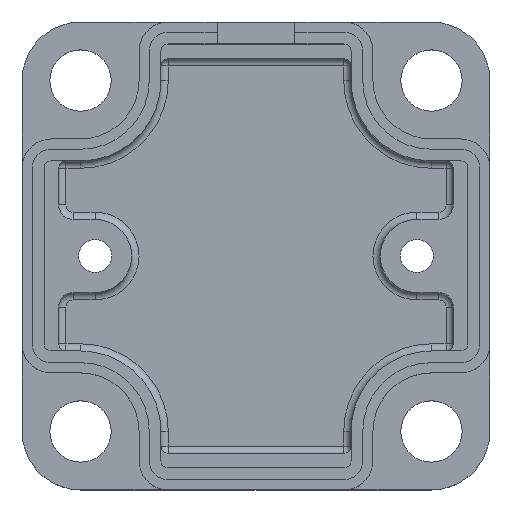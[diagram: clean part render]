
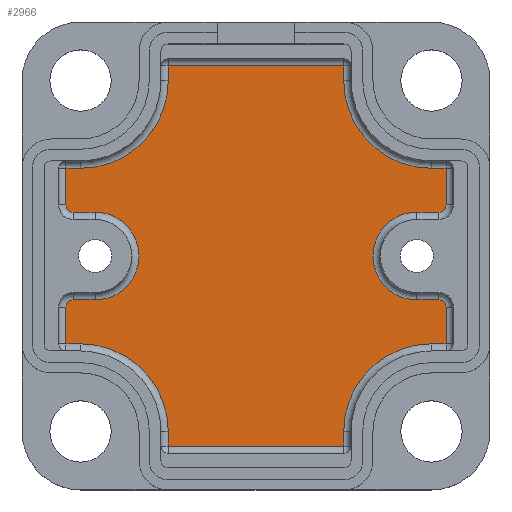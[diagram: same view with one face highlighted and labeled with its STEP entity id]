
A CAD part, top view. The second image highlights one B-rep face of the part: STEP entity #2966.
In plain terms, the highlighted planar face has unit normal (0, 0, 1).
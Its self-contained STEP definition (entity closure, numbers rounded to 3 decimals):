
#71=PLANE('',#3232);
#195=FACE_OUTER_BOUND('',#375,.T.);
#375=EDGE_LOOP('',(#2226,#2227,#2228,#2229,#2230,#2231,#2232,#2233,#2234,
#2235,#2236,#2237,#2238,#2239,#2240,#2241,#2242,#2243,#2244,#2245,#2246,
#2247,#2248,#2249,#2250,#2251,#2252,#2253));
#507=LINE('',#4480,#775);
#509=LINE('',#4489,#777);
#515=LINE('',#4521,#783);
#517=LINE('',#4541,#785);
#519=LINE('',#4553,#787);
#521=LINE('',#4570,#789);
#527=LINE('',#4602,#795);
#529=LINE('',#4611,#797);
#535=LINE('',#4640,#803);
#537=LINE('',#4646,#805);
#539=LINE('',#4655,#807);
#541=LINE('',#4661,#809);
#543=LINE('',#4681,#811);
#545=LINE('',#4693,#813);
#547=LINE('',#4710,#815);
#549=LINE('',#4716,#817);
#551=LINE('',#4725,#819);
#553=LINE('',#4728,#821);
#775=VECTOR('',#3533,1.);
#777=VECTOR('',#3545,1.);
#783=VECTOR('',#3579,2.5);
#785=VECTOR('',#3591,1.5);
#787=VECTOR('',#3605,1.5);
#789=VECTOR('',#3615,2.5);
#795=VECTOR('',#3649,1.);
#797=VECTOR('',#3661,1.);
#803=VECTOR('',#3693,12.);
#805=VECTOR('',#3699,1.);
#807=VECTOR('',#3711,1.);
#809=VECTOR('',#3717,2.5);
#811=VECTOR('',#3729,1.5);
#813=VECTOR('',#3743,1.5);
#815=VECTOR('',#3753,2.5);
#817=VECTOR('',#3759,1.);
#819=VECTOR('',#3771,1.);
#821=VECTOR('',#3775,12.);
#1051=CIRCLE('',#3118,6.);
#1063=CIRCLE('',#3136,0.5);
#1067=CIRCLE('',#3142,3.);
#1071=CIRCLE('',#3147,0.5);
#1083=CIRCLE('',#3166,6.);
#1095=CIRCLE('',#3186,6.);
#1099=CIRCLE('',#3192,0.5);
#1103=CIRCLE('',#3198,3.);
#1107=CIRCLE('',#3203,0.5);
#1111=CIRCLE('',#3210,6.);
#1229=VERTEX_POINT('',#4451);
#1234=VERTEX_POINT('',#4464);
#1238=VERTEX_POINT('',#4476);
#1240=VERTEX_POINT('',#4482);
#1243=VERTEX_POINT('',#4492);
#1248=VERTEX_POINT('',#4505);
#1252=VERTEX_POINT('',#4517);
#1254=VERTEX_POINT('',#4531);
#1256=VERTEX_POINT('',#4537);
#1258=VERTEX_POINT('',#4543);
#1260=VERTEX_POINT('',#4549);
#1262=VERTEX_POINT('',#4563);
#1265=VERTEX_POINT('',#4573);
#1270=VERTEX_POINT('',#4586);
#1274=VERTEX_POINT('',#4598);
#1276=VERTEX_POINT('',#4604);
#1279=VERTEX_POINT('',#4614);
#1284=VERTEX_POINT('',#4627);
#1288=VERTEX_POINT('',#4642);
#1290=VERTEX_POINT('',#4648);
#1292=VERTEX_POINT('',#4657);
#1294=VERTEX_POINT('',#4671);
#1296=VERTEX_POINT('',#4677);
#1298=VERTEX_POINT('',#4683);
#1300=VERTEX_POINT('',#4689);
#1302=VERTEX_POINT('',#4703);
#1304=VERTEX_POINT('',#4712);
#1306=VERTEX_POINT('',#4718);
#1536=EDGE_CURVE('',#1229,#1238,#507,.T.);
#1539=EDGE_CURVE('',#1238,#1240,#1051,.T.);
#1541=EDGE_CURVE('',#1240,#1234,#509,.T.);
#1556=EDGE_CURVE('',#1234,#1252,#515,.T.);
#1559=EDGE_CURVE('',#1252,#1254,#1063,.T.);
#1562=EDGE_CURVE('',#1254,#1256,#517,.T.);
#1565=EDGE_CURVE('',#1256,#1258,#1067,.T.);
#1568=EDGE_CURVE('',#1258,#1260,#519,.T.);
#1571=EDGE_CURVE('',#1260,#1262,#1071,.T.);
#1573=EDGE_CURVE('',#1262,#1248,#521,.T.);
#1588=EDGE_CURVE('',#1248,#1274,#527,.T.);
#1591=EDGE_CURVE('',#1274,#1276,#1083,.T.);
#1593=EDGE_CURVE('',#1276,#1270,#529,.T.);
#1607=EDGE_CURVE('',#1270,#1284,#535,.T.);
#1610=EDGE_CURVE('',#1284,#1288,#537,.T.);
#1613=EDGE_CURVE('',#1288,#1290,#1095,.T.);
#1615=EDGE_CURVE('',#1290,#1279,#539,.T.);
#1618=EDGE_CURVE('',#1279,#1292,#541,.T.);
#1621=EDGE_CURVE('',#1292,#1294,#1099,.T.);
#1624=EDGE_CURVE('',#1294,#1296,#543,.T.);
#1627=EDGE_CURVE('',#1296,#1298,#1103,.T.);
#1630=EDGE_CURVE('',#1298,#1300,#545,.T.);
#1633=EDGE_CURVE('',#1300,#1302,#1107,.T.);
#1635=EDGE_CURVE('',#1302,#1265,#547,.T.);
#1638=EDGE_CURVE('',#1265,#1304,#549,.T.);
#1641=EDGE_CURVE('',#1304,#1306,#1111,.T.);
#1643=EDGE_CURVE('',#1306,#1243,#551,.T.);
#1645=EDGE_CURVE('',#1243,#1229,#553,.T.);
#2226=ORIENTED_EDGE('',*,*,#1536,.F.);
#2227=ORIENTED_EDGE('',*,*,#1645,.F.);
#2228=ORIENTED_EDGE('',*,*,#1643,.F.);
#2229=ORIENTED_EDGE('',*,*,#1641,.F.);
#2230=ORIENTED_EDGE('',*,*,#1638,.F.);
#2231=ORIENTED_EDGE('',*,*,#1635,.F.);
#2232=ORIENTED_EDGE('',*,*,#1633,.F.);
#2233=ORIENTED_EDGE('',*,*,#1630,.F.);
#2234=ORIENTED_EDGE('',*,*,#1627,.F.);
#2235=ORIENTED_EDGE('',*,*,#1624,.F.);
#2236=ORIENTED_EDGE('',*,*,#1621,.F.);
#2237=ORIENTED_EDGE('',*,*,#1618,.F.);
#2238=ORIENTED_EDGE('',*,*,#1615,.F.);
#2239=ORIENTED_EDGE('',*,*,#1613,.F.);
#2240=ORIENTED_EDGE('',*,*,#1610,.F.);
#2241=ORIENTED_EDGE('',*,*,#1607,.F.);
#2242=ORIENTED_EDGE('',*,*,#1593,.F.);
#2243=ORIENTED_EDGE('',*,*,#1591,.F.);
#2244=ORIENTED_EDGE('',*,*,#1588,.F.);
#2245=ORIENTED_EDGE('',*,*,#1573,.F.);
#2246=ORIENTED_EDGE('',*,*,#1571,.F.);
#2247=ORIENTED_EDGE('',*,*,#1568,.F.);
#2248=ORIENTED_EDGE('',*,*,#1565,.F.);
#2249=ORIENTED_EDGE('',*,*,#1562,.F.);
#2250=ORIENTED_EDGE('',*,*,#1559,.F.);
#2251=ORIENTED_EDGE('',*,*,#1556,.F.);
#2252=ORIENTED_EDGE('',*,*,#1541,.F.);
#2253=ORIENTED_EDGE('',*,*,#1539,.F.);
#2966=ADVANCED_FACE('',(#195),#71,.T.);
#3118=AXIS2_PLACEMENT_3D('',#4486,#3540,#3541);
#3136=AXIS2_PLACEMENT_3D('',#4535,#3584,#3585);
#3142=AXIS2_PLACEMENT_3D('',#4547,#3598,#3599);
#3147=AXIS2_PLACEMENT_3D('',#4567,#3610,#3611);
#3166=AXIS2_PLACEMENT_3D('',#4608,#3656,#3657);
#3186=AXIS2_PLACEMENT_3D('',#4652,#3706,#3707);
#3192=AXIS2_PLACEMENT_3D('',#4675,#3722,#3723);
#3198=AXIS2_PLACEMENT_3D('',#4687,#3736,#3737);
#3203=AXIS2_PLACEMENT_3D('',#4707,#3748,#3749);
#3210=AXIS2_PLACEMENT_3D('',#4722,#3766,#3767);
#3232=AXIS2_PLACEMENT_3D('',#4793,#3841,#3842);
#3533=DIRECTION('',(0.,-1.,0.));
#3540=DIRECTION('center_axis',(0.,0.,1.));
#3541=DIRECTION('ref_axis',(-0.707,-0.707,0.));
#3545=DIRECTION('',(1.,0.,0.));
#3579=DIRECTION('',(0.,-1.,0.));
#3584=DIRECTION('center_axis',(0.,0.,-1.));
#3585=DIRECTION('ref_axis',(0.707,-0.707,0.));
#3591=DIRECTION('',(-1.,0.,0.));
#3598=DIRECTION('center_axis',(0.,0.,1.));
#3599=DIRECTION('ref_axis',(-1.,0.,0.));
#3605=DIRECTION('',(1.,0.,0.));
#3610=DIRECTION('center_axis',(0.,0.,-1.));
#3611=DIRECTION('ref_axis',(0.707,0.707,0.));
#3615=DIRECTION('',(0.,-1.,0.));
#3649=DIRECTION('',(-1.,0.,0.));
#3656=DIRECTION('center_axis',(0.,0.,1.));
#3657=DIRECTION('ref_axis',(-0.707,0.707,0.));
#3661=DIRECTION('',(0.,-1.,0.));
#3693=DIRECTION('',(-1.,0.,0.));
#3699=DIRECTION('',(0.,1.,0.));
#3706=DIRECTION('center_axis',(0.,0.,1.));
#3707=DIRECTION('ref_axis',(0.707,0.707,0.));
#3711=DIRECTION('',(-1.,0.,0.));
#3717=DIRECTION('',(0.,1.,0.));
#3722=DIRECTION('center_axis',(0.,0.,-1.));
#3723=DIRECTION('ref_axis',(-0.707,0.707,0.));
#3729=DIRECTION('',(1.,0.,0.));
#3736=DIRECTION('center_axis',(0.,0.,1.));
#3737=DIRECTION('ref_axis',(1.,0.,0.));
#3743=DIRECTION('',(-1.,0.,0.));
#3748=DIRECTION('center_axis',(0.,0.,-1.));
#3749=DIRECTION('ref_axis',(-0.707,-0.707,0.));
#3753=DIRECTION('',(0.,1.,0.));
#3759=DIRECTION('',(1.,0.,0.));
#3766=DIRECTION('center_axis',(0.,0.,1.));
#3767=DIRECTION('ref_axis',(0.707,-0.707,0.));
#3771=DIRECTION('',(0.,1.,0.));
#3775=DIRECTION('',(1.,0.,0.));
#3841=DIRECTION('center_axis',(0.,0.,1.));
#3842=DIRECTION('ref_axis',(1.,0.,0.));
#4451=CARTESIAN_POINT('',(22.,29.,1.5));
#4464=CARTESIAN_POINT('',(29.,22.,1.5));
#4476=CARTESIAN_POINT('',(22.,28.,1.5));
#4480=CARTESIAN_POINT('',(22.,23.,1.5));
#4482=CARTESIAN_POINT('',(28.,22.,1.5));
#4486=CARTESIAN_POINT('Origin',(28.,28.,1.5));
#4489=CARTESIAN_POINT('',(22.,22.,1.5));
#4492=CARTESIAN_POINT('',(10.,29.,1.5));
#4505=CARTESIAN_POINT('',(29.,10.,1.5));
#4517=CARTESIAN_POINT('',(29.,19.5,1.5));
#4521=CARTESIAN_POINT('',(29.,19.25,1.5));
#4531=CARTESIAN_POINT('',(28.5,19.,1.5));
#4535=CARTESIAN_POINT('Origin',(28.5,19.5,1.5));
#4537=CARTESIAN_POINT('',(27.,19.,1.5));
#4541=CARTESIAN_POINT('',(22.75,19.,1.5));
#4543=CARTESIAN_POINT('',(27.,13.,1.5));
#4547=CARTESIAN_POINT('Origin',(27.,16.,1.5));
#4549=CARTESIAN_POINT('',(28.5,13.,1.5));
#4553=CARTESIAN_POINT('',(21.5,13.,1.5));
#4563=CARTESIAN_POINT('',(29.,12.5,1.5));
#4567=CARTESIAN_POINT('Origin',(28.5,12.5,1.5));
#4570=CARTESIAN_POINT('',(29.,19.25,1.5));
#4573=CARTESIAN_POINT('',(3.,22.,1.5));
#4586=CARTESIAN_POINT('',(22.,3.,1.5));
#4598=CARTESIAN_POINT('',(28.,10.,1.5));
#4602=CARTESIAN_POINT('',(23.,10.,1.5));
#4604=CARTESIAN_POINT('',(22.,4.,1.5));
#4608=CARTESIAN_POINT('Origin',(28.,4.,1.5));
#4611=CARTESIAN_POINT('',(22.,10.,1.5));
#4614=CARTESIAN_POINT('',(3.,10.,1.5));
#4627=CARTESIAN_POINT('',(10.,3.,1.5));
#4640=CARTESIAN_POINT('',(19.25,3.,1.5));
#4642=CARTESIAN_POINT('',(10.,4.,1.5));
#4646=CARTESIAN_POINT('',(10.,9.,1.5));
#4648=CARTESIAN_POINT('',(4.,10.,1.5));
#4652=CARTESIAN_POINT('Origin',(4.,4.,1.5));
#4655=CARTESIAN_POINT('',(10.,10.,1.5));
#4657=CARTESIAN_POINT('',(3.,12.5,1.5));
#4661=CARTESIAN_POINT('',(3.,12.75,1.5));
#4671=CARTESIAN_POINT('',(3.5,13.,1.5));
#4675=CARTESIAN_POINT('Origin',(3.5,12.5,1.5));
#4677=CARTESIAN_POINT('',(5.,13.,1.5));
#4681=CARTESIAN_POINT('',(9.25,13.,1.5));
#4683=CARTESIAN_POINT('',(5.,19.,1.5));
#4687=CARTESIAN_POINT('Origin',(5.,16.,1.5));
#4689=CARTESIAN_POINT('',(3.5,19.,1.5));
#4693=CARTESIAN_POINT('',(10.5,19.,1.5));
#4703=CARTESIAN_POINT('',(3.,19.5,1.5));
#4707=CARTESIAN_POINT('Origin',(3.5,19.5,1.5));
#4710=CARTESIAN_POINT('',(3.,12.75,1.5));
#4712=CARTESIAN_POINT('',(4.,22.,1.5));
#4716=CARTESIAN_POINT('',(9.,22.,1.5));
#4718=CARTESIAN_POINT('',(10.,28.,1.5));
#4722=CARTESIAN_POINT('Origin',(4.,28.,1.5));
#4725=CARTESIAN_POINT('',(10.,22.,1.5));
#4728=CARTESIAN_POINT('',(12.75,29.,1.5));
#4793=CARTESIAN_POINT('Origin',(16.,16.,1.5));
